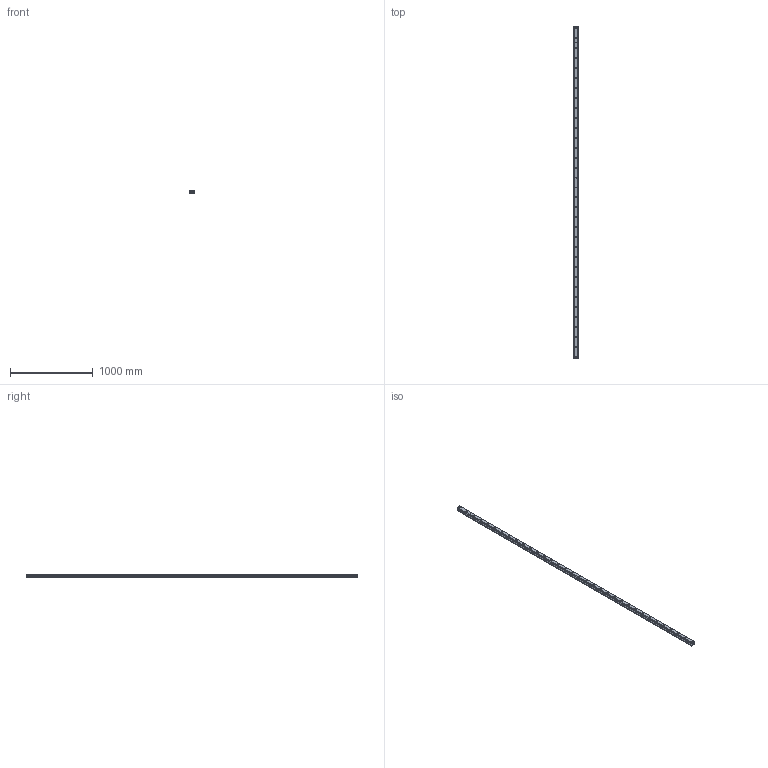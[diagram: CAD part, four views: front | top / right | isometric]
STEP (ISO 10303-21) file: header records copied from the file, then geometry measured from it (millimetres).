
FILE_DESCRIPTION(('STEP AP214'),'1');
FILE_NAME('cctmp_E55EE70A-906B-4076-9530-B1BF0FBA962D_2024_08_07_21_34_53_0503..stp','2024-08-07T19:34:53',('HIWIN GmbH'),('CADClick - www.CADClick.com'),'Spatial InterOp 3D',' ','unknown authorization');
FILE_SCHEMA(('AUTOMOTIVE_DESIGN'));
Length unit declared in the file: millimetre
Products named in the file (3): cc_unnamed; HGR55R4000C_FILE_1; HGR55R4000C_FILE
Assembly tree (2 placements, depth 2):
  cc_unnamed
    HGR55R4000C_FILE_1
    HGR55R4000C_FILE
Bounding box: 53 x 4000 x 44 mm (x, y, z)
Volume: 7742073.1 mm3; surface area: 907881.5 mm2
Topology: 2 solids, 2 shells, 500 faces, 1158 edges, 772 vertices
Faces by surface type: plane 288, cylinder 212
Entity records: 18386 total; most frequent: DIRECTION 2588, CARTESIAN_POINT 2433, ORIENTED_EDGE 2316, EDGE_CURVE 1158, AXIS2_PLACEMENT_3D 927, VERTEX_POINT 772, LINE 734, VECTOR 734
